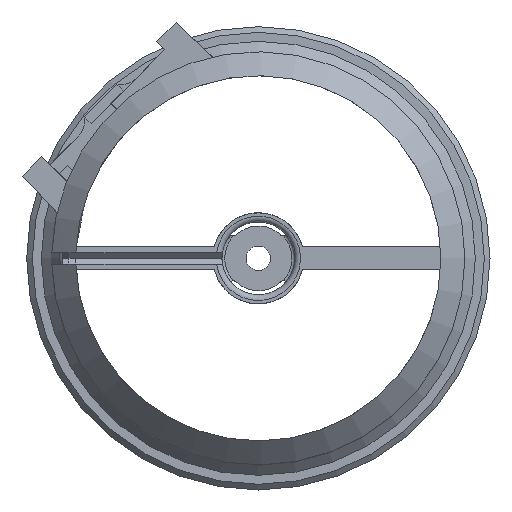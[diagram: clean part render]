
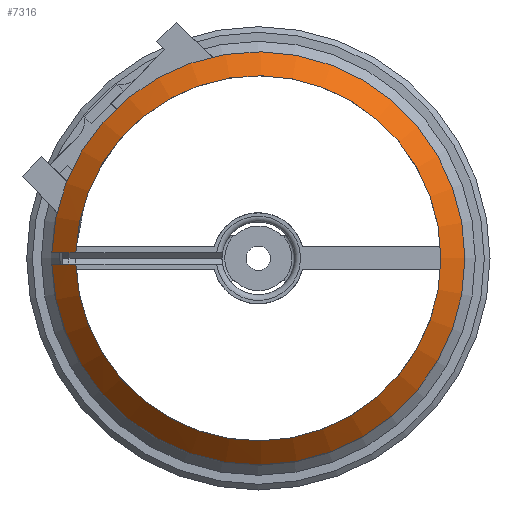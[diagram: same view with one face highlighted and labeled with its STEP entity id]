
A CAD part, front view. The second image highlights one B-rep face of the part: STEP entity #7316.
In plain terms, the highlighted conical face has half-angle 45 degrees and reference radius 17.35 mm.
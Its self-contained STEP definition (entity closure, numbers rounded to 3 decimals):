
#91=CONICAL_SURFACE('',#7738,17.35,0.785);
#234=(
BOUNDED_CURVE()
B_SPLINE_CURVE(2,(#15345,#15346,#15347),.UNSPECIFIED.,.F.,.F.)
B_SPLINE_CURVE_WITH_KNOTS((3,3),(0.82,0.919),
 .UNSPECIFIED.)
CURVE()
GEOMETRIC_REPRESENTATION_ITEM()
RATIONAL_B_SPLINE_CURVE((1.003,1.002,1.))
REPRESENTATION_ITEM('')
);
#235=(
BOUNDED_CURVE()
B_SPLINE_CURVE(2,(#15349,#15350,#15351),.UNSPECIFIED.,.F.,.F.)
B_SPLINE_CURVE_WITH_KNOTS((3,3),(0.,0.212),.UNSPECIFIED.)
CURVE()
GEOMETRIC_REPRESENTATION_ITEM()
RATIONAL_B_SPLINE_CURVE((1.,1.001,1.))
REPRESENTATION_ITEM('')
);
#240=(
BOUNDED_CURVE()
B_SPLINE_CURVE(2,(#15441,#15442,#15443),.UNSPECIFIED.,.F.,.F.)
B_SPLINE_CURVE_WITH_KNOTS((3,3),(0.,0.212),.UNSPECIFIED.)
CURVE()
GEOMETRIC_REPRESENTATION_ITEM()
RATIONAL_B_SPLINE_CURVE((1.,1.001,1.))
REPRESENTATION_ITEM('')
);
#241=(
BOUNDED_CURVE()
B_SPLINE_CURVE(2,(#15447,#15448,#15449),.UNSPECIFIED.,.F.,.F.)
B_SPLINE_CURVE_WITH_KNOTS((3,3),(0.,0.099),.UNSPECIFIED.)
CURVE()
GEOMETRIC_REPRESENTATION_ITEM()
RATIONAL_B_SPLINE_CURVE((1.,1.002,1.003))
REPRESENTATION_ITEM('')
);
#760=FACE_OUTER_BOUND('',#1186,.T.);
#1186=EDGE_LOOP('',(#6480,#6481,#6482,#6483,#6484,#6485));
#1406=CIRCLE('',#7739,18.1);
#1407=CIRCLE('',#7740,16.);
#3345=VERTEX_POINT('',#15343);
#3346=VERTEX_POINT('',#15344);
#3347=VERTEX_POINT('',#15348);
#3362=VERTEX_POINT('',#15439);
#3363=VERTEX_POINT('',#15440);
#3364=VERTEX_POINT('',#15445);
#4414=EDGE_CURVE('',#3345,#3346,#234,.T.);
#4415=EDGE_CURVE('',#3347,#3345,#235,.T.);
#4438=EDGE_CURVE('',#3362,#3363,#240,.T.);
#4439=EDGE_CURVE('',#3363,#3347,#1406,.T.);
#4440=EDGE_CURVE('',#3364,#3346,#1407,.T.);
#4441=EDGE_CURVE('',#3364,#3362,#241,.T.);
#6480=ORIENTED_EDGE('',*,*,#4438,.T.);
#6481=ORIENTED_EDGE('',*,*,#4439,.T.);
#6482=ORIENTED_EDGE('',*,*,#4415,.T.);
#6483=ORIENTED_EDGE('',*,*,#4414,.T.);
#6484=ORIENTED_EDGE('',*,*,#4440,.F.);
#6485=ORIENTED_EDGE('',*,*,#4441,.T.);
#7316=ADVANCED_FACE('',(#760),#91,.T.);
#7738=AXIS2_PLACEMENT_3D('',#15438,#8914,#8915);
#7739=AXIS2_PLACEMENT_3D('',#15444,#8916,#8917);
#7740=AXIS2_PLACEMENT_3D('',#15446,#8918,#8919);
#8914=DIRECTION('center_axis',(0.,1.,0.));
#8915=DIRECTION('ref_axis',(1.,0.,0.));
#8916=DIRECTION('center_axis',(0.,-1.,0.));
#8917=DIRECTION('ref_axis',(1.,0.,0.));
#8918=DIRECTION('center_axis',(0.,-1.,0.));
#8919=DIRECTION('ref_axis',(1.,0.,0.));
#15343=CARTESIAN_POINT('',(-16.592,-23.4,0.5));
#15344=CARTESIAN_POINT('',(-15.992,-24.,0.5));
#15345=CARTESIAN_POINT('Ctrl Pts',(-16.592,-23.4,0.5));
#15346=CARTESIAN_POINT('Ctrl Pts',(-16.287,-23.706,
0.5));
#15347=CARTESIAN_POINT('Ctrl Pts',(-15.992,-24.,0.5));
#15348=CARTESIAN_POINT('',(-18.093,-21.9,0.5));
#15349=CARTESIAN_POINT('Ctrl Pts',(-18.093,-21.9,0.5));
#15350=CARTESIAN_POINT('Ctrl Pts',(-17.31,-22.682,
0.5));
#15351=CARTESIAN_POINT('Ctrl Pts',(-16.592,-23.4,0.5));
#15438=CARTESIAN_POINT('Origin',(0.,-22.65,0.));
#15439=CARTESIAN_POINT('',(-16.592,-23.4,-0.5));
#15440=CARTESIAN_POINT('',(-18.093,-21.9,-0.5));
#15441=CARTESIAN_POINT('Ctrl Pts',(-16.592,-23.4,-0.5));
#15442=CARTESIAN_POINT('Ctrl Pts',(-17.31,-22.682,
-0.5));
#15443=CARTESIAN_POINT('Ctrl Pts',(-18.093,-21.9,-0.5));
#15444=CARTESIAN_POINT('Origin',(0.,-21.9,0.));
#15445=CARTESIAN_POINT('',(-15.992,-24.,-0.5));
#15446=CARTESIAN_POINT('Origin',(0.,-24.,0.));
#15447=CARTESIAN_POINT('Ctrl Pts',(-15.992,-24.,-0.5));
#15448=CARTESIAN_POINT('Ctrl Pts',(-16.287,-23.706,
-0.5));
#15449=CARTESIAN_POINT('Ctrl Pts',(-16.592,-23.4,-0.5));
